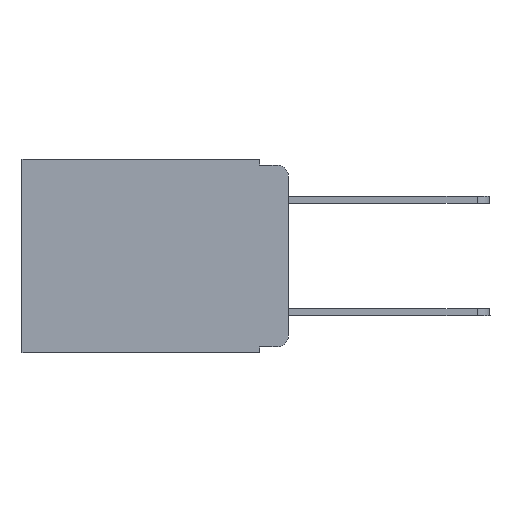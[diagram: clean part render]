
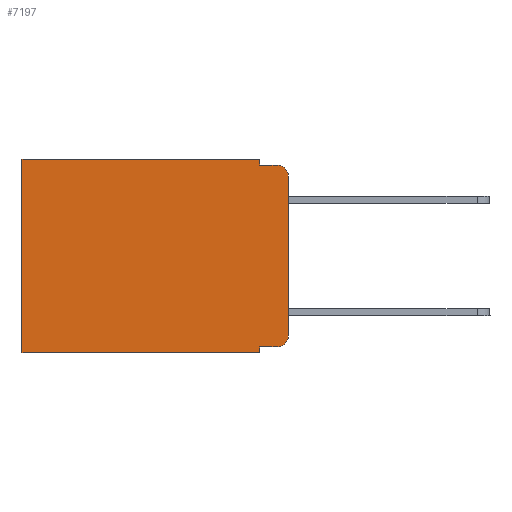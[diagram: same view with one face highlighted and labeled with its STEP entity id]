
A CAD part, left-side view. The second image highlights one B-rep face of the part: STEP entity #7197.
In plain terms, the highlighted planar face has unit normal (-1, 0, 0).
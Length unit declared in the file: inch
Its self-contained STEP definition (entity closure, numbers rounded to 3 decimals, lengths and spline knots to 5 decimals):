
#118 = CARTESIAN_POINT ( 'NONE',  ( 0.298, 0.051, -0.01 ) ) ;
#400 = DIRECTION ( 'NONE',  ( 0., 0., -1. ) ) ;
#629 = VERTEX_POINT ( 'NONE', #10439 ) ;
#631 = CARTESIAN_POINT ( 'NONE',  ( 0.298, 0.051, -0.333 ) ) ;
#692 = VECTOR ( 'NONE', #1835, 39.37008 ) ;
#877 = DIRECTION ( 'NONE',  ( 1., 0., 0. ) ) ;
#1105 = ORIENTED_EDGE ( 'NONE', *, *, #7811, .F. ) ;
#1112 = LINE ( 'NONE', #9798, #5316 ) ;
#1202 = AXIS2_PLACEMENT_3D ( 'NONE', #12865, #2954, #7309 ) ;
#1240 = DIRECTION ( 'NONE',  ( -1., 0., 0. ) ) ;
#1279 = EDGE_CURVE ( 'NONE', #1303, #11517, #4736, .T. ) ;
#1303 = VERTEX_POINT ( 'NONE', #8807 ) ;
#1348 = VERTEX_POINT ( 'NONE', #7030 ) ;
#1440 = CARTESIAN_POINT ( 'NONE',  ( 0.298, 0.02, -0.01 ) ) ;
#1455 = ORIENTED_EDGE ( 'NONE', *, *, #9167, .T. ) ;
#1644 = AXIS2_PLACEMENT_3D ( 'NONE', #2503, #1240, #3582 ) ;
#1720 = DIRECTION ( 'NONE',  ( 0., 1., 0. ) ) ;
#1805 = PLANE ( 'NONE',  #13678 ) ;
#1835 = DIRECTION ( 'NONE',  ( 0., 0., -1. ) ) ;
#1934 = VECTOR ( 'NONE', #10926, 39.37008 ) ;
#2380 = VECTOR ( 'NONE', #12655, 39.37008 ) ;
#2471 = DIRECTION ( 'NONE',  ( 0., 0., -1. ) ) ;
#2503 = CARTESIAN_POINT ( 'NONE',  ( 0.298, 0.02, -0.03 ) ) ;
#2717 = EDGE_CURVE ( 'NONE', #12734, #13729, #5321, .T. ) ;
#2816 = CARTESIAN_POINT ( 'NONE',  ( 0.298, 0.051, -0.333 ) ) ;
#2954 = DIRECTION ( 'NONE',  ( -1., 0., 0. ) ) ;
#3076 = CARTESIAN_POINT ( 'NONE',  ( 0.298, 0., 0. ) ) ;
#3133 = CARTESIAN_POINT ( 'NONE',  ( 0.298, 0.051, -0.01 ) ) ;
#3310 = DIRECTION ( 'NONE',  ( 0., 0., -1. ) ) ;
#3575 = EDGE_CURVE ( 'NONE', #12734, #6703, #13741, .T. ) ;
#3582 = DIRECTION ( 'NONE',  ( 0., 0., -1. ) ) ;
#3645 = CARTESIAN_POINT ( 'NONE',  ( 0.298, 0., -0.343 ) ) ;
#3789 = ORIENTED_EDGE ( 'NONE', *, *, #7927, .T. ) ;
#3791 = LINE ( 'NONE', #3645, #11429 ) ;
#4382 = VECTOR ( 'NONE', #2471, 39.37008 ) ;
#4728 = ORIENTED_EDGE ( 'NONE', *, *, #10232, .F. ) ;
#4736 = LINE ( 'NONE', #6880, #7353 ) ;
#4888 = EDGE_LOOP ( 'NONE', ( #13297, #11457, #4728, #8710, #13286, #1455, #7024, #1105, #4918, #3789 ) ) ;
#4918 = ORIENTED_EDGE ( 'NONE', *, *, #9865, .T. ) ;
#5316 = VECTOR ( 'NONE', #3310, 39.37008 ) ;
#5321 = LINE ( 'NONE', #9398, #692 ) ;
#6703 = VERTEX_POINT ( 'NONE', #6807 ) ;
#6807 = CARTESIAN_POINT ( 'NONE',  ( 0.298, 0.473, 0. ) ) ;
#6880 = CARTESIAN_POINT ( 'NONE',  ( 0.298, 0., 0. ) ) ;
#7024 = ORIENTED_EDGE ( 'NONE', *, *, #12124, .F. ) ;
#7030 = CARTESIAN_POINT ( 'NONE',  ( 0.298, 0.051, -0.343 ) ) ;
#7197 = ADVANCED_FACE ( 'NONE', ( #8436 ), #1805, .F. ) ;
#7309 = DIRECTION ( 'NONE',  ( 0., 0., -1. ) ) ;
#7353 = VECTOR ( 'NONE', #400, 39.37008 ) ;
#7583 = CIRCLE ( 'NONE', #1202, 0.02 ) ;
#7811 = EDGE_CURVE ( 'NONE', #12992, #1348, #13438, .T. ) ;
#7927 = EDGE_CURVE ( 'NONE', #629, #11517, #7583, .T. ) ;
#7976 = LINE ( 'NONE', #2816, #2380 ) ;
#8179 = CARTESIAN_POINT ( 'NONE',  ( 0.298, 0.051, 0. ) ) ;
#8436 = FACE_OUTER_BOUND ( 'NONE', #4888, .T. ) ;
#8710 = ORIENTED_EDGE ( 'NONE', *, *, #2717, .F. ) ;
#8807 = CARTESIAN_POINT ( 'NONE',  ( 0.298, 0., -0.03 ) ) ;
#9164 = CIRCLE ( 'NONE', #1644, 0.02 ) ;
#9167 = EDGE_CURVE ( 'NONE', #6703, #10230, #1112, .T. ) ;
#9398 = CARTESIAN_POINT ( 'NONE',  ( 0.298, 0.051, 0. ) ) ;
#9662 = VECTOR ( 'NONE', #1720, 39.37008 ) ;
#9798 = CARTESIAN_POINT ( 'NONE',  ( 0.298, 0.473, 0. ) ) ;
#9865 = EDGE_CURVE ( 'NONE', #12992, #629, #7976, .T. ) ;
#9870 = LINE ( 'NONE', #118, #1934 ) ;
#10230 = VERTEX_POINT ( 'NONE', #12133 ) ;
#10232 = EDGE_CURVE ( 'NONE', #13729, #10738, #9870, .T. ) ;
#10398 = CARTESIAN_POINT ( 'NONE',  ( 0.298, 0., 0. ) ) ;
#10439 = CARTESIAN_POINT ( 'NONE',  ( 0.298, 0.02, -0.333 ) ) ;
#10738 = VERTEX_POINT ( 'NONE', #1440 ) ;
#10926 = DIRECTION ( 'NONE',  ( 0., -1., 0. ) ) ;
#11429 = VECTOR ( 'NONE', #12492, 39.37008 ) ;
#11457 = ORIENTED_EDGE ( 'NONE', *, *, #12055, .T. ) ;
#11517 = VERTEX_POINT ( 'NONE', #12607 ) ;
#11543 = CARTESIAN_POINT ( 'NONE',  ( 0.298, 0.051, 0. ) ) ;
#12055 = EDGE_CURVE ( 'NONE', #1303, #10738, #9164, .T. ) ;
#12124 = EDGE_CURVE ( 'NONE', #1348, #10230, #3791, .T. ) ;
#12133 = CARTESIAN_POINT ( 'NONE',  ( 0.298, 0.473, -0.343 ) ) ;
#12492 = DIRECTION ( 'NONE',  ( 0., 1., 0. ) ) ;
#12607 = CARTESIAN_POINT ( 'NONE',  ( 0.298, 0., -0.313 ) ) ;
#12655 = DIRECTION ( 'NONE',  ( 0., -1., 0. ) ) ;
#12734 = VERTEX_POINT ( 'NONE', #11543 ) ;
#12771 = DIRECTION ( 'NONE',  ( 0., 0., -1. ) ) ;
#12865 = CARTESIAN_POINT ( 'NONE',  ( 0.298, 0.02, -0.313 ) ) ;
#12992 = VERTEX_POINT ( 'NONE', #631 ) ;
#13286 = ORIENTED_EDGE ( 'NONE', *, *, #3575, .T. ) ;
#13297 = ORIENTED_EDGE ( 'NONE', *, *, #1279, .F. ) ;
#13438 = LINE ( 'NONE', #8179, #4382 ) ;
#13678 = AXIS2_PLACEMENT_3D ( 'NONE', #3076, #877, #12771 ) ;
#13729 = VERTEX_POINT ( 'NONE', #3133 ) ;
#13741 = LINE ( 'NONE', #10398, #9662 ) ;
